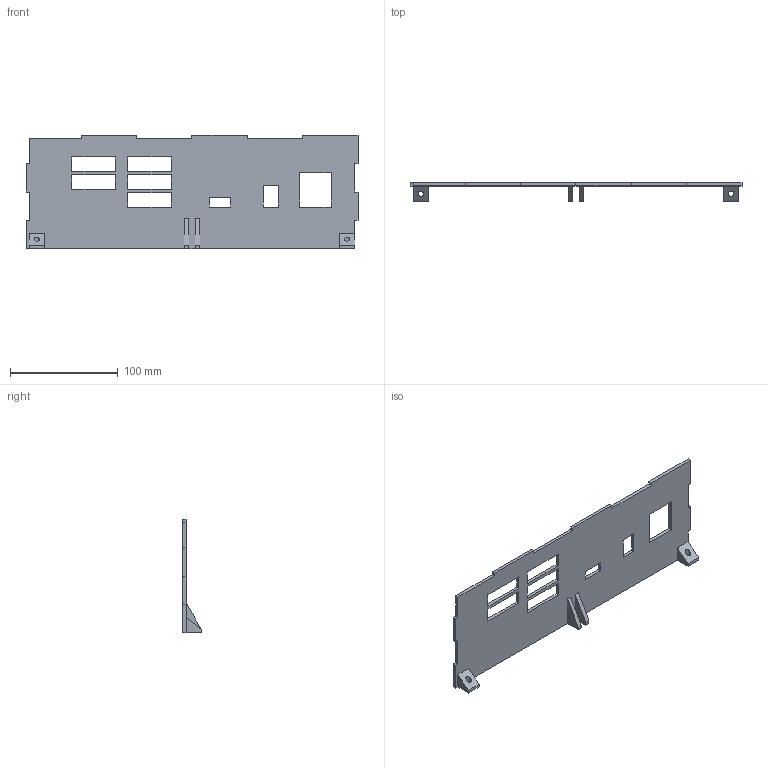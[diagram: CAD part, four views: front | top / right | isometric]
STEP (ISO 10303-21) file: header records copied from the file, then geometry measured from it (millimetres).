
FILE_DESCRIPTION (( 'STEP AP214' ), '1' );
FILE_NAME ('çàäíÿÿ ïàíåëü.STEP', '2024-05-08T11:32:39', ( '' ), ( '' ), 'SwSTEP 2.0', 'SolidWorks 2023', '' );
FILE_SCHEMA (( 'AUTOMOTIVE_DESIGN' ));
Length unit declared in the file: millimetre
Products named in the file (1): задняя панель
Bounding box: 308 x 17 x 105 mm (x, y, z)
Volume: 87207.3 mm3; surface area: 62135.7 mm2
Topology: 1 solids, 1 shells, 79 faces, 231 edges, 154 vertices
Faces by surface type: plane 75, cylinder 4
Entity records: 2632 total; most frequent: CARTESIAN_POINT 477, ORIENTED_EDGE 462, DIRECTION 391, EDGE_CURVE 231, LINE 223, VECTOR 223, VERTEX_POINT 154, EDGE_LOOP 99
